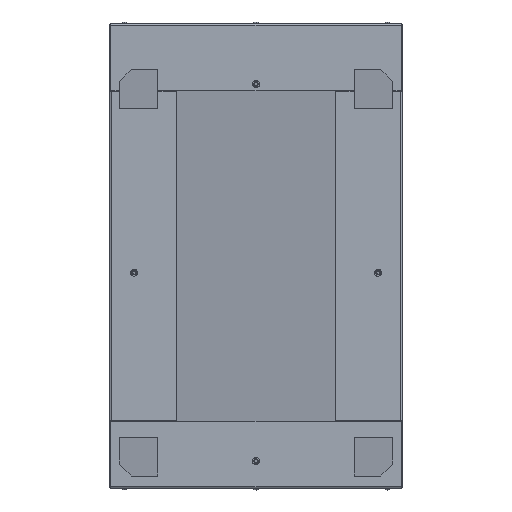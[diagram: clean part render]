
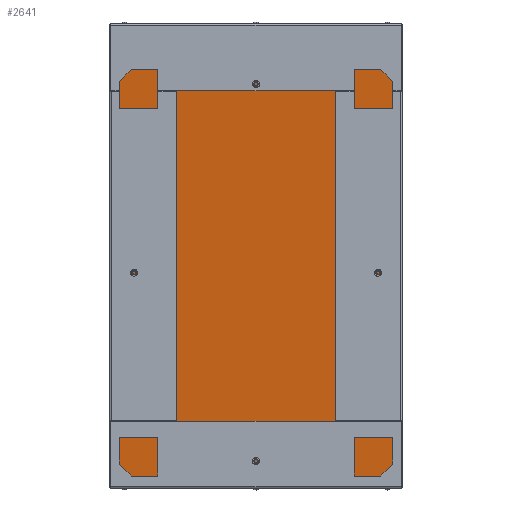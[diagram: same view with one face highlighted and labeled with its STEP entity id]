
A CAD part, front view. The second image highlights one B-rep face of the part: STEP entity #2641.
In plain terms, the highlighted planar face has unit normal (0, -0.99, -0.141).
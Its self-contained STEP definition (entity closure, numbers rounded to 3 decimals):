
#478 = DIRECTION ( 'NONE',  ( -1., 0., 0. ) ) ;
#543 = ORIENTED_EDGE ( 'NONE', *, *, #551, .T. ) ;
#551 = EDGE_CURVE ( 'NONE', #3936, #2169, #3555, .T. ) ;
#964 = LINE ( 'NONE', #6220, #2747 ) ;
#1151 = CARTESIAN_POINT ( 'NONE',  ( -218., 118.684, -697.859 ) ) ;
#1328 = LINE ( 'NONE', #2164, #5191 ) ;
#1590 = FACE_OUTER_BOUND ( 'NONE', #4872, .T. ) ;
#1930 = ORIENTED_EDGE ( 'NONE', *, *, #5688, .T. ) ;
#2113 = VERTEX_POINT ( 'NONE', #5991 ) ;
#2164 = CARTESIAN_POINT ( 'NONE',  ( -218., 119.01, -700.141 ) ) ;
#2169 = VERTEX_POINT ( 'NONE', #3073 ) ;
#2641 = ADVANCED_FACE ( 'NONE', ( #1590 ), #4032, .T. ) ;
#2681 = VERTEX_POINT ( 'NONE', #1151 ) ;
#2747 = VECTOR ( 'NONE', #478, 1000. ) ;
#3012 = ORIENTED_EDGE ( 'NONE', *, *, #4741, .F. ) ;
#3073 = CARTESIAN_POINT ( 'NONE',  ( 218., 19.255, -1.859 ) ) ;
#3074 = DIRECTION ( 'NONE',  ( 0., -0.141, 0.99 ) ) ;
#3139 = ORIENTED_EDGE ( 'NONE', *, *, #5261, .F. ) ;
#3300 = AXIS2_PLACEMENT_3D ( 'NONE', #5956, #4576, #4102 ) ;
#3546 = DIRECTION ( 'NONE',  ( -1., 0., 0. ) ) ;
#3555 = LINE ( 'NONE', #5508, #4701 ) ;
#3767 = VECTOR ( 'NONE', #3546, 1000. ) ;
#3936 = VERTEX_POINT ( 'NONE', #5901 ) ;
#4032 = PLANE ( 'NONE',  #3300 ) ;
#4102 = DIRECTION ( 'NONE',  ( 0., 0.141, -0.99 ) ) ;
#4575 = CARTESIAN_POINT ( 'NONE',  ( 218., 118.684, -697.859 ) ) ;
#4576 = DIRECTION ( 'NONE',  ( 0., -0.99, -0.141 ) ) ;
#4701 = VECTOR ( 'NONE', #3074, 1000. ) ;
#4741 = EDGE_CURVE ( 'NONE', #3936, #2681, #5955, .T. ) ;
#4872 = EDGE_LOOP ( 'NONE', ( #3139, #3012, #543, #1930 ) ) ;
#5191 = VECTOR ( 'NONE', #6097, 1000. ) ;
#5261 = EDGE_CURVE ( 'NONE', #2681, #2113, #1328, .T. ) ;
#5508 = CARTESIAN_POINT ( 'NONE',  ( 218., 119.01, -700.141 ) ) ;
#5688 = EDGE_CURVE ( 'NONE', #2169, #2113, #964, .T. ) ;
#5901 = CARTESIAN_POINT ( 'NONE',  ( 218., 118.684, -697.859 ) ) ;
#5955 = LINE ( 'NONE', #4575, #3767 ) ;
#5956 = CARTESIAN_POINT ( 'NONE',  ( 218., 119.01, -700.141 ) ) ;
#5991 = CARTESIAN_POINT ( 'NONE',  ( -218., 19.255, -1.859 ) ) ;
#6097 = DIRECTION ( 'NONE',  ( 0., -0.141, 0.99 ) ) ;
#6220 = CARTESIAN_POINT ( 'NONE',  ( 218., 19.255, -1.859 ) ) ;
